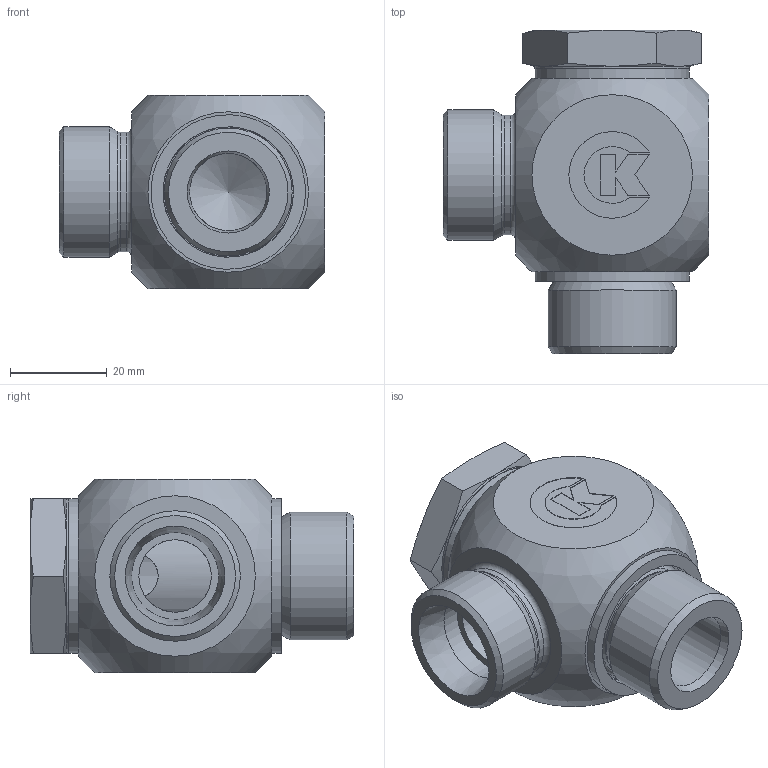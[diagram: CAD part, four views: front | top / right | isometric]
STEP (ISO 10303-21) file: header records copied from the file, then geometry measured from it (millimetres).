
FILE_DESCRIPTION((''),'2;1');
FILE_NAME('80716818.stp','2014-10-24T16:17:43',(''),('KNOMI spol. s r. o.'),'Autodesk Inventor 2012','Autodesk Inventor 2012','');
FILE_SCHEMA(('AUTOMOTIVE_DESIGN { 1 2 10303 214 0 1 1 1 }'));
Length unit declared in the file: millimetre
Products named in the file (4): SP2 Js15    G3/4/M27; 74705318; 70911568; 73322720
Assembly tree (4 placements, depth 2):
  SP2 Js15    G3/4/M27
    74705318
    70911568
    73322720  x2
Bounding box: 55 x 67 x 40 mm (x, y, z)
Volume: 56348.4 mm3; surface area: 25376.2 mm2
Topology: 4 solids, 4 shells, 125 faces, 297 edges, 193 vertices
Faces by surface type: plane 69, cylinder 26, cone 25, torus 4, sphere 1
Full cylindrical faces by diameter (mm): 9 x4, 15 x1, 16 x1, 18 x1, 23.9 x1, 24.7 x1, 26.441 x1, 26.96 x1, 27 x5, 32 x3, 34 x1
Entity records: 3739 total; most frequent: CARTESIAN_POINT 917, DIRECTION 527, ORIENTED_EDGE 488, EDGE_CURVE 244, AXIS2_PLACEMENT_3D 199, EDGE_LOOP 181, VERTEX_POINT 175, VECTOR 129
